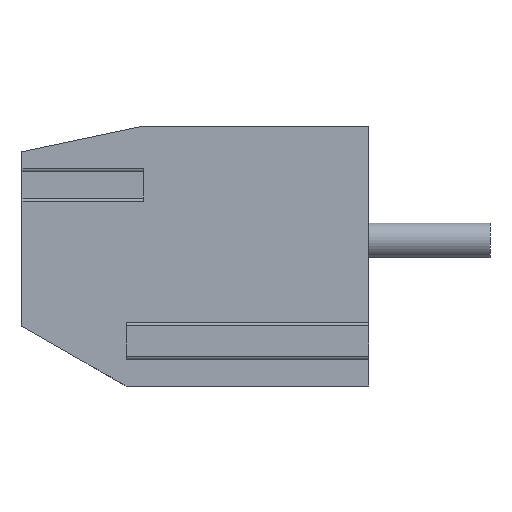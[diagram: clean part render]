
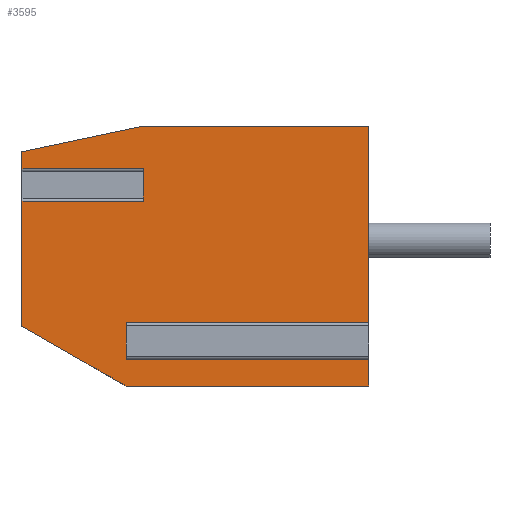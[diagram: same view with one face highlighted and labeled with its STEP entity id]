
A CAD part, left-side view. The second image highlights one B-rep face of the part: STEP entity #3595.
In plain terms, the highlighted planar face has unit normal (-1, 0, 0).
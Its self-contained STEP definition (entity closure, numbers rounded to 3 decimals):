
#2=DIRECTION('',(0.,0.,1.));
#3=VECTOR('',#2,0.929);
#4=CARTESIAN_POINT('',(-10.,1.5,-2.164));
#5=LINE('',#4,#3);
#6=DIRECTION('',(0.,1.,0.));
#7=VECTOR('',#6,3.5);
#8=CARTESIAN_POINT('',(-10.,1.5,-1.236));
#9=LINE('',#8,#7);
#10=DIRECTION('',(0.,0.,1.));
#11=VECTOR('',#10,0.496);
#12=CARTESIAN_POINT('',(-10.,5.,-1.236));
#13=LINE('',#12,#11);
#14=DIRECTION('',(0.,-0.978,0.207));
#15=VECTOR('',#14,3.577);
#16=CARTESIAN_POINT('',(-10.,5.,-0.74));
#17=LINE('',#16,#15);
#18=DIRECTION('',(0.,-1.,0.));
#19=VECTOR('',#18,6.5);
#20=CARTESIAN_POINT('',(-10.,1.5,0.));
#21=LINE('',#20,#19);
#22=DIRECTION('',(0.,0.,-1.));
#23=VECTOR('',#22,5.85);
#24=CARTESIAN_POINT('',(-10.,-5.,0.));
#25=LINE('',#24,#23);
#26=DIRECTION('',(0.,1.,0.));
#27=VECTOR('',#26,7.);
#28=CARTESIAN_POINT('',(-10.,-5.,-5.85));
#29=LINE('',#28,#27);
#30=DIRECTION('',(0.,0.,-1.));
#31=VECTOR('',#30,0.7);
#32=CARTESIAN_POINT('',(-10.,2.,-5.85));
#33=LINE('',#32,#31);
#34=DIRECTION('',(0.,0.,-1.));
#35=VECTOR('',#34,0.95);
#36=CARTESIAN_POINT('',(-10.,-5.,-6.55));
#37=LINE('',#36,#35);
#38=DIRECTION('',(0.,1.,0.));
#39=VECTOR('',#38,7.);
#40=CARTESIAN_POINT('',(-10.,-5.,-7.5));
#41=LINE('',#40,#39);
#42=DIRECTION('',(0.,0.866,0.5));
#43=VECTOR('',#42,3.463);
#44=CARTESIAN_POINT('',(-10.,2.,-7.5));
#45=LINE('',#44,#43);
#46=DIRECTION('',(0.,0.,1.));
#47=VECTOR('',#46,3.606);
#48=CARTESIAN_POINT('',(-10.,5.,-5.77));
#49=LINE('',#48,#47);
#50=DIRECTION('',(0.,1.,0.));
#51=VECTOR('',#50,3.5);
#52=CARTESIAN_POINT('',(-10.,1.5,-2.164));
#53=LINE('',#52,#51);
#2026=DIRECTION('',(0.,1.,0.));
#2027=VECTOR('',#2026,7.);
#2028=CARTESIAN_POINT('',(-10.,-5.,-6.55));
#2029=LINE('',#2028,#2027);
#2854=CARTESIAN_POINT('',(-10.,-5.,-7.5));
#2855=CARTESIAN_POINT('',(-10.,2.,-7.5));
#2856=VERTEX_POINT('',#2854);
#2857=VERTEX_POINT('',#2855);
#2858=CARTESIAN_POINT('',(-10.,5.,-5.77));
#2859=VERTEX_POINT('',#2858);
#2860=CARTESIAN_POINT('',(-10.,5.,-0.74));
#2861=CARTESIAN_POINT('',(-10.,1.5,0.));
#2862=VERTEX_POINT('',#2860);
#2863=VERTEX_POINT('',#2861);
#2864=CARTESIAN_POINT('',(-10.,-5.,0.));
#2865=VERTEX_POINT('',#2864);
#2938=CARTESIAN_POINT('',(-10.,2.,-5.85));
#2939=CARTESIAN_POINT('',(-10.,2.,-6.55));
#2940=VERTEX_POINT('',#2938);
#2941=VERTEX_POINT('',#2939);
#2942=CARTESIAN_POINT('',(-10.,-5.,-5.85));
#2943=VERTEX_POINT('',#2942);
#2950=CARTESIAN_POINT('',(-10.,1.5,-2.164));
#2951=CARTESIAN_POINT('',(-10.,1.5,-1.236));
#2952=VERTEX_POINT('',#2950);
#2953=VERTEX_POINT('',#2951);
#2958=CARTESIAN_POINT('',(-10.,5.,-2.164));
#2959=VERTEX_POINT('',#2958);
#2960=CARTESIAN_POINT('',(-10.,5.,-1.236));
#2961=VERTEX_POINT('',#2960);
#3048=CARTESIAN_POINT('',(-10.,-5.,-6.55));
#3050=VERTEX_POINT('',#3048);
#3560=CARTESIAN_POINT('',(-10.,0.,0.));
#3561=DIRECTION('',(1.,0.,0.));
#3562=DIRECTION('',(0.,0.,-1.));
#3563=AXIS2_PLACEMENT_3D('',#3560,#3561,#3562);
#3564=PLANE('',#3563);
#3566=ORIENTED_EDGE('',*,*,#3565,.T.);
#3568=ORIENTED_EDGE('',*,*,#3567,.T.);
#3570=ORIENTED_EDGE('',*,*,#3569,.T.);
#3572=ORIENTED_EDGE('',*,*,#3571,.T.);
#3574=ORIENTED_EDGE('',*,*,#3573,.T.);
#3576=ORIENTED_EDGE('',*,*,#3575,.T.);
#3578=ORIENTED_EDGE('',*,*,#3577,.T.);
#3580=ORIENTED_EDGE('',*,*,#3579,.T.);
#3582=ORIENTED_EDGE('',*,*,#3581,.F.);
#3584=ORIENTED_EDGE('',*,*,#3583,.T.);
#3586=ORIENTED_EDGE('',*,*,#3585,.T.);
#3588=ORIENTED_EDGE('',*,*,#3587,.T.);
#3590=ORIENTED_EDGE('',*,*,#3589,.T.);
#3592=ORIENTED_EDGE('',*,*,#3591,.F.);
#3593=EDGE_LOOP('',(#3566,#3568,#3570,#3572,#3574,#3576,#3578,#3580,#3582,#3584,
#3586,#3588,#3590,#3592));
#3594=FACE_OUTER_BOUND('',#3593,.F.);
#3565=EDGE_CURVE('',#2952,#2953,#5,.T.);
#3567=EDGE_CURVE('',#2953,#2961,#9,.T.);
#3569=EDGE_CURVE('',#2961,#2862,#13,.T.);
#3571=EDGE_CURVE('',#2862,#2863,#17,.T.);
#3573=EDGE_CURVE('',#2863,#2865,#21,.T.);
#3575=EDGE_CURVE('',#2865,#2943,#25,.T.);
#3577=EDGE_CURVE('',#2943,#2940,#29,.T.);
#3579=EDGE_CURVE('',#2940,#2941,#33,.T.);
#3581=EDGE_CURVE('',#3050,#2941,#2029,.T.);
#3583=EDGE_CURVE('',#3050,#2856,#37,.T.);
#3585=EDGE_CURVE('',#2856,#2857,#41,.T.);
#3587=EDGE_CURVE('',#2857,#2859,#45,.T.);
#3589=EDGE_CURVE('',#2859,#2959,#49,.T.);
#3591=EDGE_CURVE('',#2952,#2959,#53,.T.);
#3595=ADVANCED_FACE('',(#3594),#3564,.F.);
